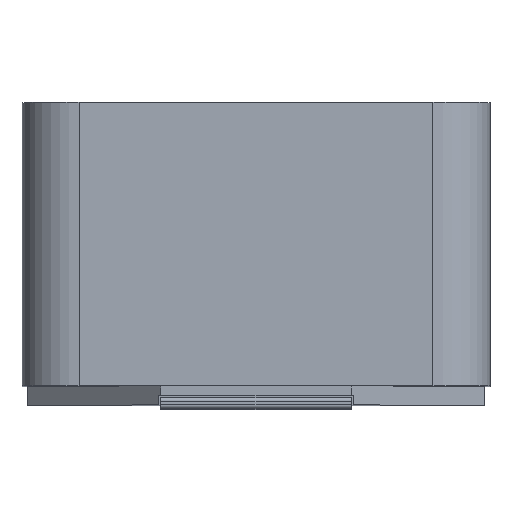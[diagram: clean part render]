
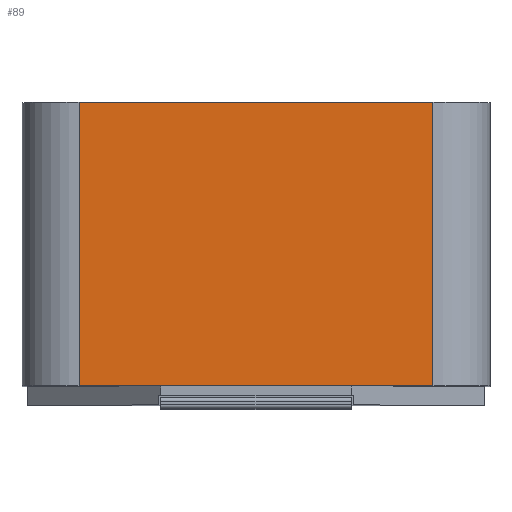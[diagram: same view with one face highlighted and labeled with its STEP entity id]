
A CAD part, top view. The second image highlights one B-rep face of the part: STEP entity #89.
In plain terms, the highlighted planar face has unit normal (0, 0, 1).
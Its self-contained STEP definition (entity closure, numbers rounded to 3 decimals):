
#89 = ADVANCED_FACE ( 'NONE', ( #11682 ), #1583, .F. ) ;
#468 = VERTEX_POINT ( 'NONE', #3105 ) ;
#690 = CARTESIAN_POINT ( 'NONE',  ( 4.65, 8.05, 6.15 ) ) ;
#847 = ORIENTED_EDGE ( 'NONE', *, *, #10027, .F. ) ;
#1006 = DIRECTION ( 'NONE',  ( 1., 0., 0. ) ) ;
#1405 = EDGE_CURVE ( 'NONE', #5813, #5211, #5276, .T. ) ;
#1464 = ORIENTED_EDGE ( 'NONE', *, *, #8221, .T. ) ;
#1583 = PLANE ( 'NONE',  #8785 ) ;
#1977 = LINE ( 'NONE', #12058, #6135 ) ;
#2270 = DIRECTION ( 'NONE',  ( 0., 0., -1. ) ) ;
#2661 = CARTESIAN_POINT ( 'NONE',  ( 4.65, 8.05, 6.15 ) ) ;
#2837 = ORIENTED_EDGE ( 'NONE', *, *, #1405, .T. ) ;
#3105 = CARTESIAN_POINT ( 'NONE',  ( 4.65, 0.601, 6.15 ) ) ;
#3588 = VECTOR ( 'NONE', #9196, 1000. ) ;
#4158 = CARTESIAN_POINT ( 'NONE',  ( 4.65, 8.05, 6.15 ) ) ;
#4271 = DIRECTION ( 'NONE',  ( -1., 0., 0. ) ) ;
#5211 = VERTEX_POINT ( 'NONE', #11033 ) ;
#5276 = LINE ( 'NONE', #9007, #11152 ) ;
#5410 = EDGE_LOOP ( 'NONE', ( #1464, #6087, #847, #2837 ) ) ;
#5475 = LINE ( 'NONE', #2661, #3588 ) ;
#5813 = VERTEX_POINT ( 'NONE', #10934 ) ;
#6087 = ORIENTED_EDGE ( 'NONE', *, *, #11387, .F. ) ;
#6135 = VECTOR ( 'NONE', #1006, 1000. ) ;
#6364 = VERTEX_POINT ( 'NONE', #8374 ) ;
#6820 = LINE ( 'NONE', #4158, #9869 ) ;
#6872 = DIRECTION ( 'NONE',  ( 0., -1., 0. ) ) ;
#8221 = EDGE_CURVE ( 'NONE', #5211, #468, #1977, .T. ) ;
#8374 = CARTESIAN_POINT ( 'NONE',  ( 4.65, 8.05, 6.15 ) ) ;
#8614 = DIRECTION ( 'NONE',  ( 0., -1., 0. ) ) ;
#8785 = AXIS2_PLACEMENT_3D ( 'NONE', #690, #2270, #4271 ) ;
#9007 = CARTESIAN_POINT ( 'NONE',  ( -4.65, 8.05, 6.15 ) ) ;
#9196 = DIRECTION ( 'NONE',  ( 1., 0., 0. ) ) ;
#9869 = VECTOR ( 'NONE', #8614, 1000. ) ;
#10027 = EDGE_CURVE ( 'NONE', #5813, #6364, #5475, .T. ) ;
#10934 = CARTESIAN_POINT ( 'NONE',  ( -4.65, 8.05, 6.15 ) ) ;
#11033 = CARTESIAN_POINT ( 'NONE',  ( -4.65, 0.601, 6.15 ) ) ;
#11152 = VECTOR ( 'NONE', #6872, 1000. ) ;
#11387 = EDGE_CURVE ( 'NONE', #6364, #468, #6820, .T. ) ;
#11682 = FACE_OUTER_BOUND ( 'NONE', #5410, .T. ) ;
#12058 = CARTESIAN_POINT ( 'NONE',  ( 4.65, 0.601, 6.15 ) ) ;
